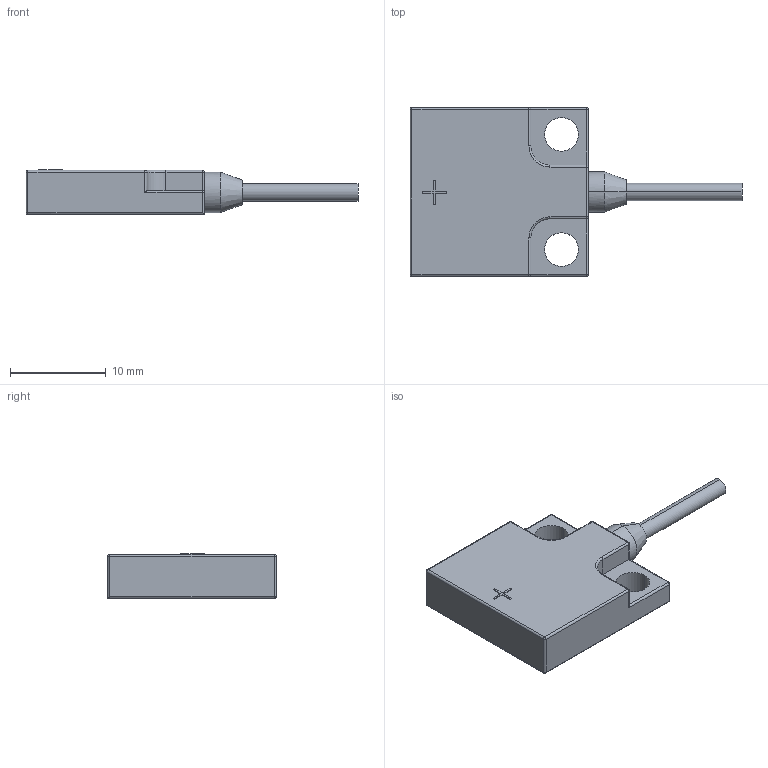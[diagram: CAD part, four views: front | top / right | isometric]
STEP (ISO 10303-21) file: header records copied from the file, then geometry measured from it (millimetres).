
FILE_DESCRIPTION (( 'STEP AP214' ), '1' );
FILE_NAME ('MR-P9.STEP', '2015-09-23T06:04:31', ( '' ), ( '' ), 'SwSTEP 2.0', 'SolidWorks 2013', '' );
FILE_SCHEMA (( 'AUTOMOTIVE_DESIGN' ));
Length unit declared in the file: millimetre
Products named in the file (1): MR-P9
Bounding box: 34.63 x 17.6 x 4.68 mm (x, y, z)
Volume: 1384 mm3; surface area: 1095.7 mm2
Topology: 1 solids, 1 shells, 73 faces, 175 edges, 97 vertices
Faces by surface type: cylinder 32, plane 28, sphere 9, cone 2, torus 2
Entity records: 2151 total; most frequent: DIRECTION 366, CARTESIAN_POINT 355, ORIENTED_EDGE 332, EDGE_CURVE 166, AXIS2_PLACEMENT_3D 132, VECTOR 102, LINE 102, VERTEX_POINT 97
